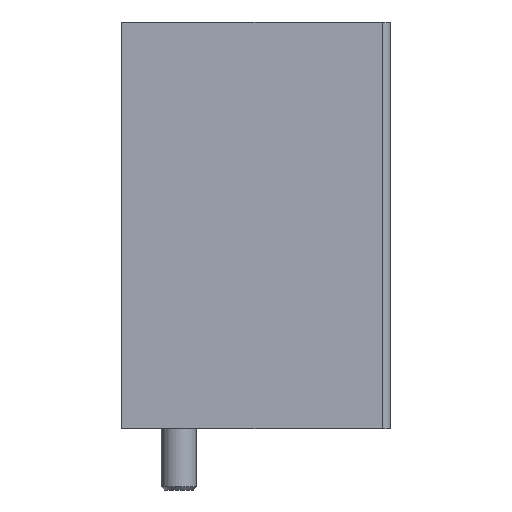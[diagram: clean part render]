
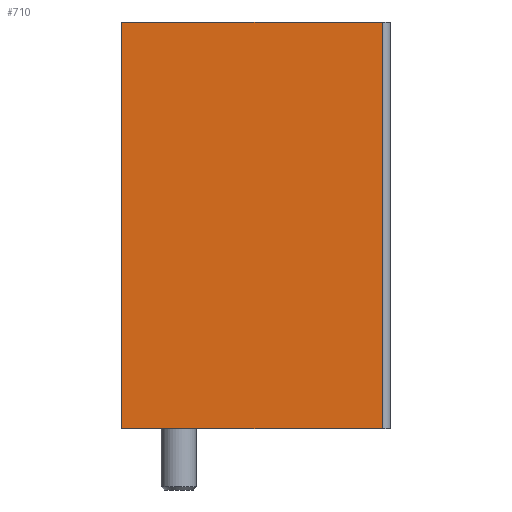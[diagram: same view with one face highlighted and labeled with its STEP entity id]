
A CAD part, left-side view. The second image highlights one B-rep face of the part: STEP entity #710.
In plain terms, the highlighted planar face has unit normal (-1, 0, 0).
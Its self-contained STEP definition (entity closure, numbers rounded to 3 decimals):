
#31=PLANE('',#788);
#68=FACE_OUTER_BOUND('',#111,.T.);
#111=EDGE_LOOP('',(#573,#574,#575,#576));
#214=LINE('',#1848,#266);
#215=LINE('',#1851,#267);
#216=LINE('',#1853,#268);
#217=LINE('',#1854,#269);
#266=VECTOR('',#940,10.);
#267=VECTOR('',#943,10.);
#268=VECTOR('',#944,10.);
#269=VECTOR('',#945,10.);
#335=VERTEX_POINT('',#1844);
#336=VERTEX_POINT('',#1846);
#337=VERTEX_POINT('',#1850);
#338=VERTEX_POINT('',#1852);
#428=EDGE_CURVE('',#335,#336,#214,.T.);
#429=EDGE_CURVE('',#337,#335,#215,.T.);
#430=EDGE_CURVE('',#338,#336,#216,.T.);
#431=EDGE_CURVE('',#337,#338,#217,.T.);
#573=ORIENTED_EDGE('',*,*,#429,.T.);
#574=ORIENTED_EDGE('',*,*,#428,.T.);
#575=ORIENTED_EDGE('',*,*,#430,.F.);
#576=ORIENTED_EDGE('',*,*,#431,.F.);
#710=ADVANCED_FACE('',(#68),#31,.T.);
#788=AXIS2_PLACEMENT_3D('',#1849,#941,#942);
#940=DIRECTION('',(0.,0.,1.));
#941=DIRECTION('center_axis',(-1.,0.,0.));
#942=DIRECTION('ref_axis',(0.,-1.,0.));
#943=DIRECTION('',(0.,-1.,0.));
#944=DIRECTION('',(0.,-1.,0.));
#945=DIRECTION('',(0.,0.,1.));
#1844=CARTESIAN_POINT('',(-8.3,-8.13,0.));
#1846=CARTESIAN_POINT('',(-8.3,-8.13,25.4));
#1848=CARTESIAN_POINT('',(-8.3,-8.13,0.));
#1849=CARTESIAN_POINT('Origin',(-8.3,8.13,0.));
#1850=CARTESIAN_POINT('',(-8.3,8.13,0.));
#1851=CARTESIAN_POINT('',(-8.3,8.13,0.));
#1852=CARTESIAN_POINT('',(-8.3,8.13,25.4));
#1853=CARTESIAN_POINT('',(-8.3,8.13,25.4));
#1854=CARTESIAN_POINT('',(-8.3,8.13,0.));
